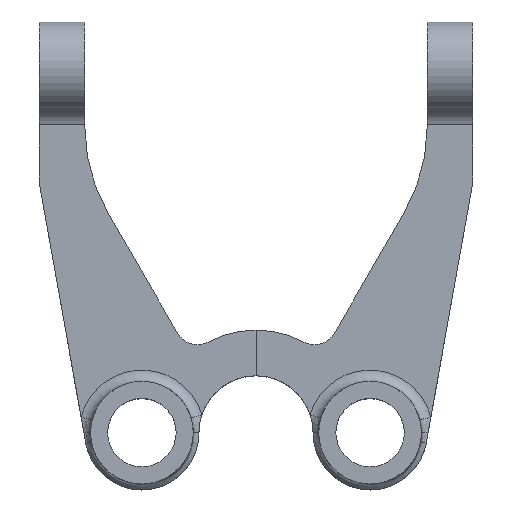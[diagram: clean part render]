
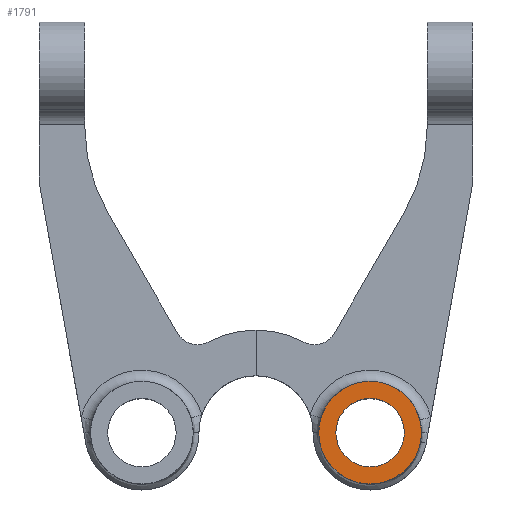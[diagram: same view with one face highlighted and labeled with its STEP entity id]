
A CAD part, top view. The second image highlights one B-rep face of the part: STEP entity #1791.
In plain terms, the highlighted planar face has unit normal (0, 0, 1).
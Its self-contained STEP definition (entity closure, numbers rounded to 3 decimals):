
#844 = CYLINDRICAL_SURFACE('',#845,4.5);
#845 = AXIS2_PLACEMENT_3D('',#846,#847,#848);
#846 = CARTESIAN_POINT('',(10.,0.,4.));
#847 = DIRECTION('',(-0.,-0.,-1.));
#848 = DIRECTION('',(1.,0.,0.));
#1199 = CYLINDRICAL_SURFACE('',#1200,3.);
#1200 = AXIS2_PLACEMENT_3D('',#1201,#1202,#1203);
#1201 = CARTESIAN_POINT('',(10.,0.,4.));
#1202 = DIRECTION('',(-0.,-0.,-1.));
#1203 = DIRECTION('',(1.,0.,0.));
#1313 = VERTEX_POINT('',#1314);
#1314 = CARTESIAN_POINT('',(14.5,0.,13.5));
#1335 = EDGE_CURVE('',#1313,#1313,#1336,.T.);
#1336 = SURFACE_CURVE('',#1337,(#1342,#1349),.PCURVE_S1.);
#1337 = CIRCLE('',#1338,4.5);
#1338 = AXIS2_PLACEMENT_3D('',#1339,#1340,#1341);
#1339 = CARTESIAN_POINT('',(10.,0.,13.5));
#1340 = DIRECTION('',(0.,0.,1.));
#1341 = DIRECTION('',(1.,0.,0.));
#1342 = PCURVE('',#844,#1343);
#1343 = DEFINITIONAL_REPRESENTATION('',(#1344),#1348);
#1344 = LINE('',#1345,#1346);
#1345 = CARTESIAN_POINT('',(-0.,-9.5));
#1346 = VECTOR('',#1347,1.);
#1347 = DIRECTION('',(-1.,0.));
#1348 = ( GEOMETRIC_REPRESENTATION_CONTEXT(2) 
PARAMETRIC_REPRESENTATION_CONTEXT() REPRESENTATION_CONTEXT('2D SPACE',''
  ) );
#1349 = PCURVE('',#1350,#1355);
#1350 = PLANE('',#1351);
#1351 = AXIS2_PLACEMENT_3D('',#1352,#1353,#1354);
#1352 = CARTESIAN_POINT('',(10.,0.,13.5));
#1353 = DIRECTION('',(0.,0.,1.));
#1354 = DIRECTION('',(1.,0.,0.));
#1355 = DEFINITIONAL_REPRESENTATION('',(#1356),#1360);
#1356 = CIRCLE('',#1357,4.5);
#1357 = AXIS2_PLACEMENT_2D('',#1358,#1359);
#1358 = CARTESIAN_POINT('',(0.,0.));
#1359 = DIRECTION('',(1.,0.));
#1360 = ( GEOMETRIC_REPRESENTATION_CONTEXT(2) 
PARAMETRIC_REPRESENTATION_CONTEXT() REPRESENTATION_CONTEXT('2D SPACE',''
  ) );
#1542 = VERTEX_POINT('',#1543);
#1543 = CARTESIAN_POINT('',(13.,0.,13.5));
#1564 = EDGE_CURVE('',#1542,#1542,#1565,.T.);
#1565 = SURFACE_CURVE('',#1566,(#1571,#1578),.PCURVE_S1.);
#1566 = CIRCLE('',#1567,3.);
#1567 = AXIS2_PLACEMENT_3D('',#1568,#1569,#1570);
#1568 = CARTESIAN_POINT('',(10.,0.,13.5));
#1569 = DIRECTION('',(0.,0.,1.));
#1570 = DIRECTION('',(1.,0.,0.));
#1571 = PCURVE('',#1199,#1572);
#1572 = DEFINITIONAL_REPRESENTATION('',(#1573),#1577);
#1573 = LINE('',#1574,#1575);
#1574 = CARTESIAN_POINT('',(-0.,-9.5));
#1575 = VECTOR('',#1576,1.);
#1576 = DIRECTION('',(-1.,0.));
#1577 = ( GEOMETRIC_REPRESENTATION_CONTEXT(2) 
PARAMETRIC_REPRESENTATION_CONTEXT() REPRESENTATION_CONTEXT('2D SPACE',''
  ) );
#1578 = PCURVE('',#1350,#1579);
#1579 = DEFINITIONAL_REPRESENTATION('',(#1580),#1584);
#1580 = CIRCLE('',#1581,3.);
#1581 = AXIS2_PLACEMENT_2D('',#1582,#1583);
#1582 = CARTESIAN_POINT('',(0.,0.));
#1583 = DIRECTION('',(1.,0.));
#1584 = ( GEOMETRIC_REPRESENTATION_CONTEXT(2) 
PARAMETRIC_REPRESENTATION_CONTEXT() REPRESENTATION_CONTEXT('2D SPACE',''
  ) );
#1791 = ADVANCED_FACE('',(#1792,#1795),#1350,.T.);
#1792 = FACE_BOUND('',#1793,.T.);
#1793 = EDGE_LOOP('',(#1794));
#1794 = ORIENTED_EDGE('',*,*,#1335,.T.);
#1795 = FACE_BOUND('',#1796,.F.);
#1796 = EDGE_LOOP('',(#1797));
#1797 = ORIENTED_EDGE('',*,*,#1564,.T.);
